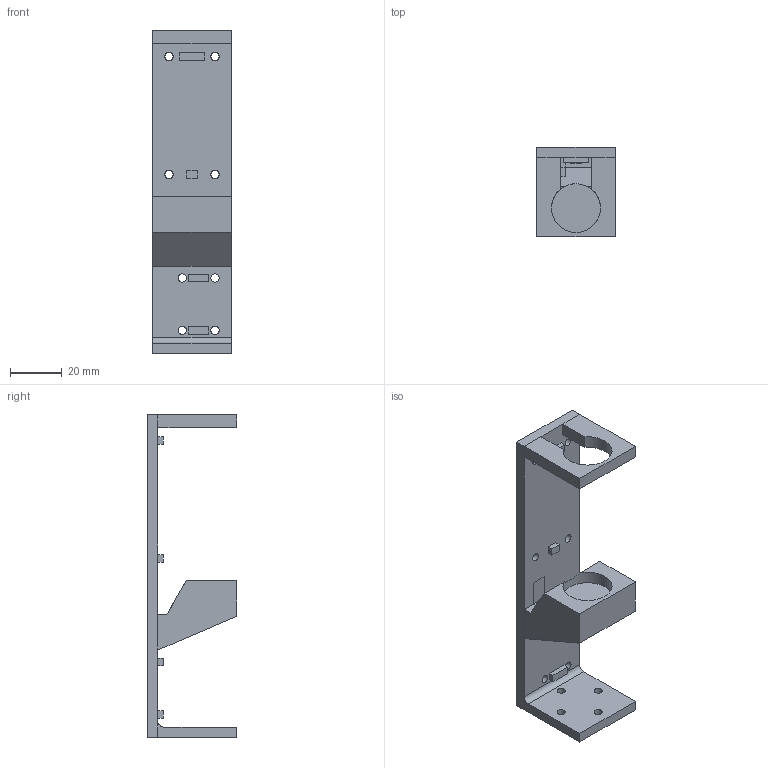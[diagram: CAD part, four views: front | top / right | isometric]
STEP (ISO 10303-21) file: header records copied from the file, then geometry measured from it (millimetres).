
FILE_DESCRIPTION(('FreeCAD Model'),'2;1');
FILE_NAME('Open CASCADE Shape Model','2025-01-25T13:39:55',(''),(''), 'Open CASCADE STEP processor 7.7','FreeCAD','Unknown');
FILE_SCHEMA(('AUTOMOTIVE_DESIGN { 1 0 10303 214 1 1 1 1 }'));
Length unit declared in the file: millimetre
Products named in the file (1): Body
Bounding box: 30.48 x 34.54 x 125 mm (x, y, z)
Volume: 36192.2 mm3; surface area: 16716.6 mm2
Topology: 1 solids, 1 shells, 69 faces, 179 edges, 114 vertices
Faces by surface type: plane 54, cylinder 15
Full cylindrical faces by diameter (mm): 3.2 x12, 19 x1
Entity records: 4539 total; most frequent: CARTESIAN_POINT 841, DIRECTION 689, LINE 472, VECTOR 472, ORIENTED_EDGE 358, PCURVE 358, DEFINITIONAL_REPRESENTATION 358, EDGE_CURVE 179
